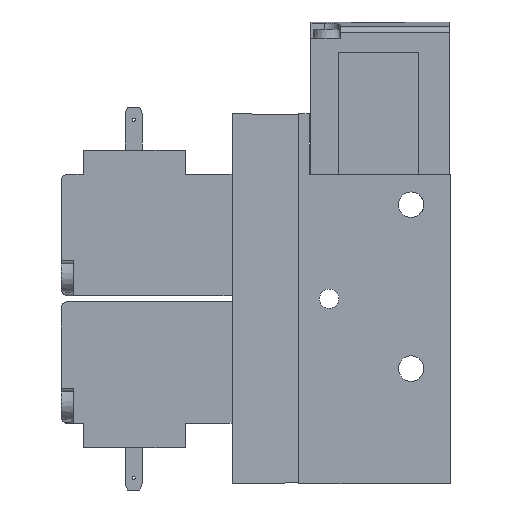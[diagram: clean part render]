
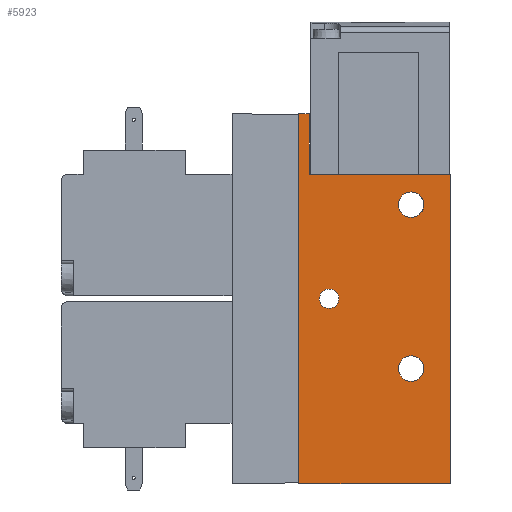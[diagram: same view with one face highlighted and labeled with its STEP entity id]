
A CAD part, left-side view. The second image highlights one B-rep face of the part: STEP entity #5923.
In plain terms, the highlighted planar face has unit normal (-1, 0, 0).
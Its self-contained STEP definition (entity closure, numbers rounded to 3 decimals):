
#209=LINE('',#8112,#593);
#217=LINE('',#8175,#601);
#220=LINE('',#8181,#604);
#239=LINE('',#8216,#623);
#242=LINE('',#8228,#626);
#245=LINE('',#8236,#629);
#593=VECTOR('',#6726,1000.);
#601=VECTOR('',#6744,1000.);
#604=VECTOR('',#6749,1000.);
#623=VECTOR('',#6770,1000.);
#626=VECTOR('',#6781,1000.);
#629=VECTOR('',#6788,1000.);
#1087=ORIENTED_EDGE('',*,*,#2302,.T.);
#1088=ORIENTED_EDGE('',*,*,#2303,.T.);
#1089=ORIENTED_EDGE('',*,*,#2304,.T.);
#1090=ORIENTED_EDGE('',*,*,#2233,.F.);
#1091=ORIENTED_EDGE('',*,*,#2277,.F.);
#1092=ORIENTED_EDGE('',*,*,#2273,.F.);
#1093=ORIENTED_EDGE('',*,*,#2267,.F.);
#1094=ORIENTED_EDGE('',*,*,#2248,.F.);
#1095=ORIENTED_EDGE('',*,*,#2245,.F.);
#2233=EDGE_CURVE('',#2846,#2847,#209,.T.);
#2245=EDGE_CURVE('',#2847,#2858,#217,.T.);
#2248=EDGE_CURVE('',#2858,#2860,#220,.T.);
#2267=EDGE_CURVE('',#2860,#2875,#239,.T.);
#2273=EDGE_CURVE('',#2875,#2880,#242,.T.);
#2277=EDGE_CURVE('',#2880,#2846,#245,.T.);
#2302=EDGE_CURVE('',#2906,#2906,#3232,.T.);
#2303=EDGE_CURVE('',#2907,#2907,#3233,.T.);
#2304=EDGE_CURVE('',#2908,#2908,#3234,.T.);
#2846=VERTEX_POINT('',#8113);
#2847=VERTEX_POINT('',#8114);
#2858=VERTEX_POINT('',#8176);
#2860=VERTEX_POINT('',#8182);
#2875=VERTEX_POINT('',#8217);
#2880=VERTEX_POINT('',#8229);
#2906=VERTEX_POINT('',#8287);
#2907=VERTEX_POINT('',#8289);
#2908=VERTEX_POINT('',#8291);
#3232=CIRCLE('',#6197,1.6);
#3233=CIRCLE('',#6198,2.1);
#3234=CIRCLE('',#6199,2.1);
#3466=EDGE_LOOP('',(#1087));
#3467=EDGE_LOOP('',(#1088));
#3468=EDGE_LOOP('',(#1089));
#3469=EDGE_LOOP('',(#1090,#1091,#1092,#1093,#1094,#1095));
#3780=FACE_BOUND('',#3466,.T.);
#3781=FACE_BOUND('',#3467,.T.);
#3782=FACE_BOUND('',#3468,.T.);
#3783=FACE_BOUND('',#3469,.T.);
#4075=PLANE('',#6196);
#5923=ADVANCED_FACE('',(#3780,#3781,#3782,#3783),#4075,.F.);
#6196=AXIS2_PLACEMENT_3D('',#8285,#6820,#6821);
#6197=AXIS2_PLACEMENT_3D('',#8286,#6822,#6823);
#6198=AXIS2_PLACEMENT_3D('',#8288,#6824,#6825);
#6199=AXIS2_PLACEMENT_3D('',#8290,#6826,#6827);
#6726=DIRECTION('',(0.,0.,1.));
#6744=DIRECTION('',(0.,-1.,0.));
#6749=DIRECTION('',(0.,0.,-1.));
#6770=DIRECTION('',(0.,-1.,0.));
#6781=DIRECTION('',(0.,0.,-1.));
#6788=DIRECTION('',(0.,1.,0.));
#6820=DIRECTION('',(1.,0.,0.));
#6821=DIRECTION('',(0.,0.,-1.));
#6822=DIRECTION('',(1.,0.,0.));
#6823=DIRECTION('',(0.,0.,-1.));
#6824=DIRECTION('',(1.,0.,0.));
#6825=DIRECTION('',(0.,0.,-1.));
#6826=DIRECTION('',(1.,0.,0.));
#6827=DIRECTION('',(0.,0.,-1.));
#8112=CARTESIAN_POINT('',(-9.,25.,0.));
#8113=CARTESIAN_POINT('',(-9.,25.,0.));
#8114=CARTESIAN_POINT('',(-9.,25.,61.));
#8175=CARTESIAN_POINT('',(-9.,25.,61.));
#8176=CARTESIAN_POINT('',(-9.,23.3,61.));
#8181=CARTESIAN_POINT('',(-9.,23.3,61.));
#8182=CARTESIAN_POINT('',(-9.,23.3,51.));
#8216=CARTESIAN_POINT('',(-9.,23.3,51.));
#8217=CARTESIAN_POINT('',(-9.,0.,51.));
#8228=CARTESIAN_POINT('',(-9.,0.,51.));
#8229=CARTESIAN_POINT('',(-9.,0.,0.));
#8236=CARTESIAN_POINT('',(-9.,0.,0.));
#8285=CARTESIAN_POINT('',(-9.,0.,0.));
#8286=CARTESIAN_POINT('',(-9.,20.,30.5));
#8287=CARTESIAN_POINT('',(-9.,20.,28.9));
#8288=CARTESIAN_POINT('',(-9.,6.5,46.));
#8289=CARTESIAN_POINT('',(-9.,6.5,43.9));
#8290=CARTESIAN_POINT('',(-9.,6.5,19.));
#8291=CARTESIAN_POINT('',(-9.,6.5,16.9));
